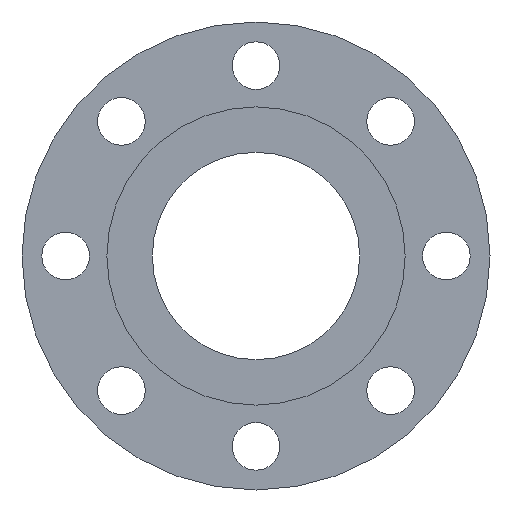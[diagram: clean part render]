
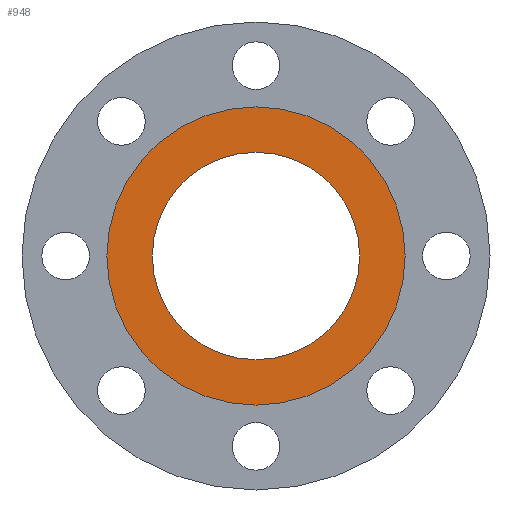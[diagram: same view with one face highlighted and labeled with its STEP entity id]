
A CAD part, front view. The second image highlights one B-rep face of the part: STEP entity #948.
In plain terms, the highlighted planar face has unit normal (0, -1, 0).
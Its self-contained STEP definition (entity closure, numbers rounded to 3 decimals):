
#33 = ORIENTED_EDGE ( 'NONE', *, *, #468, .T. ) ;
#51 = AXIS2_PLACEMENT_3D ( 'NONE', #286, #542, #711 ) ;
#58 = AXIS2_PLACEMENT_3D ( 'NONE', #145, #138, #475 ) ;
#68 = CIRCLE ( 'NONE', #782, 94. ) ;
#106 = CARTESIAN_POINT ( 'NONE',  ( 0., 0., 0. ) ) ;
#138 = DIRECTION ( 'NONE',  ( 0., 1., 0. ) ) ;
#145 = CARTESIAN_POINT ( 'NONE',  ( 0., 0., 0. ) ) ;
#159 = VERTEX_POINT ( 'NONE', #565 ) ;
#194 = FACE_OUTER_BOUND ( 'NONE', #991, .T. ) ;
#286 = CARTESIAN_POINT ( 'NONE',  ( 0., 0., 0. ) ) ;
#315 = CIRCLE ( 'NONE', #988, 65.35 ) ;
#340 = DIRECTION ( 'NONE',  ( 0., -1., 0. ) ) ;
#352 = PLANE ( 'NONE',  #1009 ) ;
#408 = VERTEX_POINT ( 'NONE', #465 ) ;
#429 = FACE_BOUND ( 'NONE', #689, .T. ) ;
#457 = EDGE_CURVE ( 'NONE', #533, #159, #1003, .T. ) ;
#465 = CARTESIAN_POINT ( 'NONE',  ( 0., 0., -94. ) ) ;
#468 = EDGE_CURVE ( 'NONE', #159, #533, #315, .T. ) ;
#475 = DIRECTION ( 'NONE',  ( 0., 0., 1. ) ) ;
#507 = DIRECTION ( 'NONE',  ( 0., 0., 1. ) ) ;
#532 = DIRECTION ( 'NONE',  ( 0., 0., -1. ) ) ;
#533 = VERTEX_POINT ( 'NONE', #764 ) ;
#542 = DIRECTION ( 'NONE',  ( 0., 1., 0. ) ) ;
#565 = CARTESIAN_POINT ( 'NONE',  ( 0., 0., -65.35 ) ) ;
#584 = DIRECTION ( 'NONE',  ( 0., 0., 1. ) ) ;
#679 = DIRECTION ( 'NONE',  ( 0., 1., 0. ) ) ;
#689 = EDGE_LOOP ( 'NONE', ( #707, #33 ) ) ;
#697 = ORIENTED_EDGE ( 'NONE', *, *, #746, .F. ) ;
#707 = ORIENTED_EDGE ( 'NONE', *, *, #457, .T. ) ;
#711 = DIRECTION ( 'NONE',  ( 0., 0., 1. ) ) ;
#744 = CARTESIAN_POINT ( 'NONE',  ( 0., 0., 94. ) ) ;
#746 = EDGE_CURVE ( 'NONE', #932, #408, #1051, .T. ) ;
#764 = CARTESIAN_POINT ( 'NONE',  ( 0., 0., 65.35 ) ) ;
#782 = AXIS2_PLACEMENT_3D ( 'NONE', #106, #923, #507 ) ;
#784 = CARTESIAN_POINT ( 'NONE',  ( 0., 0., 65.35 ) ) ;
#911 = CARTESIAN_POINT ( 'NONE',  ( 0., 0., 0. ) ) ;
#923 = DIRECTION ( 'NONE',  ( 0., 1., 0. ) ) ;
#932 = VERTEX_POINT ( 'NONE', #744 ) ;
#948 = ADVANCED_FACE ( 'NONE', ( #429, #194 ), #352, .T. ) ;
#988 = AXIS2_PLACEMENT_3D ( 'NONE', #911, #679, #584 ) ;
#991 = EDGE_LOOP ( 'NONE', ( #697, #1016 ) ) ;
#1003 = CIRCLE ( 'NONE', #51, 65.35 ) ;
#1009 = AXIS2_PLACEMENT_3D ( 'NONE', #784, #340, #532 ) ;
#1016 = ORIENTED_EDGE ( 'NONE', *, *, #1035, .F. ) ;
#1035 = EDGE_CURVE ( 'NONE', #408, #932, #68, .T. ) ;
#1051 = CIRCLE ( 'NONE', #58, 94. ) ;
